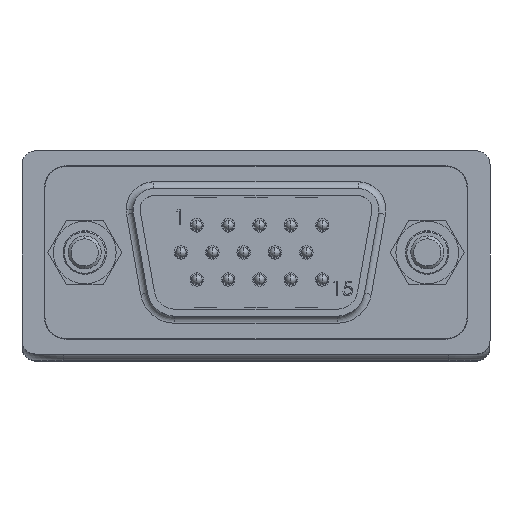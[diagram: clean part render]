
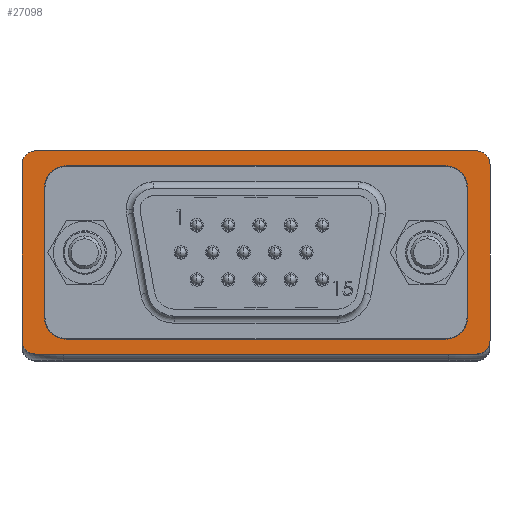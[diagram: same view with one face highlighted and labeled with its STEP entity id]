
A CAD part, top view. The second image highlights one B-rep face of the part: STEP entity #27098.
In plain terms, the highlighted planar face has unit normal (0, 0, 1).
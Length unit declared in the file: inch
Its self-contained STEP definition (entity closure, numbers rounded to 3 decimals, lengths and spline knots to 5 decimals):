
#26520 = VERTEX_POINT ( 'NONE', #50549 ) ;
#26588 = VERTEX_POINT ( 'NONE', #50678 ) ;
#26591 = EDGE_CURVE ( 'NONE', #26588, #26520, #50661, .T. ) ;
#26934 = EDGE_CURVE ( 'NONE', #26989, #26944, #51072, .T. ) ;
#26944 = VERTEX_POINT ( 'NONE', #51059 ) ;
#26989 = VERTEX_POINT ( 'NONE', #51085 ) ;
#27028 = VERTEX_POINT ( 'NONE', #51162 ) ;
#27098 = ADVANCED_FACE ( 'NONE', ( #51218, #51215 ), #51212, .F. ) ;
#27166 = VERTEX_POINT ( 'NONE', #51317 ) ;
#27170 = EDGE_CURVE ( 'NONE', #27316, #27201, #51315, .T. ) ;
#27176 = VERTEX_POINT ( 'NONE', #51329 ) ;
#27178 = ORIENTED_EDGE ( 'NONE', *, *, #27186, .F. ) ;
#27183 = ORIENTED_EDGE ( 'NONE', *, *, #27306, .F. ) ;
#27186 = EDGE_CURVE ( 'NONE', #27189, #27313, #51328, .T. ) ;
#27188 = ORIENTED_EDGE ( 'NONE', *, *, #26934, .F. ) ;
#27189 = VERTEX_POINT ( 'NONE', #51356 ) ;
#27193 = ORIENTED_EDGE ( 'NONE', *, *, #27170, .F. ) ;
#27198 = EDGE_CURVE ( 'NONE', #27201, #27189, #51359, .T. ) ;
#27201 = VERTEX_POINT ( 'NONE', #51355 ) ;
#27202 = VERTEX_POINT ( 'NONE', #51342 ) ;
#27206 = VERTEX_POINT ( 'NONE', #51336 ) ;
#27221 = EDGE_LOOP ( 'NONE', ( #27304, #27183, #27178, #27315, #27193, #27276, #27264, #27295 ) ) ;
#27223 = VERTEX_POINT ( 'NONE', #51379 ) ;
#27226 = EDGE_CURVE ( 'NONE', #27223, #27028, #51373, .T. ) ;
#27246 = ORIENTED_EDGE ( 'NONE', *, *, #27390, .F. ) ;
#27251 = EDGE_CURVE ( 'NONE', #27380, #27223, #51415, .T. ) ;
#27257 = EDGE_CURVE ( 'NONE', #27028, #26588, #51363, .T. ) ;
#27259 = VERTEX_POINT ( 'NONE', #51402 ) ;
#27264 = ORIENTED_EDGE ( 'NONE', *, *, #27279, .F. ) ;
#27266 = EDGE_CURVE ( 'NONE', #27206, #27316, #51416, .T. ) ;
#27270 = EDGE_CURVE ( 'NONE', #26520, #26944, #51396, .T. ) ;
#27276 = ORIENTED_EDGE ( 'NONE', *, *, #27266, .F. ) ;
#27279 = EDGE_CURVE ( 'NONE', #27202, #27206, #51432, .T. ) ;
#27280 = ORIENTED_EDGE ( 'NONE', *, *, #26591, .T. ) ;
#27285 = EDGE_CURVE ( 'NONE', #27176, #27202, #51433, .T. ) ;
#27290 = ORIENTED_EDGE ( 'NONE', *, *, #27251, .T. ) ;
#27295 = ORIENTED_EDGE ( 'NONE', *, *, #27285, .F. ) ;
#27296 = EDGE_LOOP ( 'NONE', ( #27280, #27378, #27188, #27388, #27246, #27290, #27372, #27323 ) ) ;
#27304 = ORIENTED_EDGE ( 'NONE', *, *, #27311, .F. ) ;
#27306 = EDGE_CURVE ( 'NONE', #27313, #27166, #51513, .T. ) ;
#27311 = EDGE_CURVE ( 'NONE', #27166, #27176, #51559, .T. ) ;
#27313 = VERTEX_POINT ( 'NONE', #51561 ) ;
#27315 = ORIENTED_EDGE ( 'NONE', *, *, #27198, .F. ) ;
#27316 = VERTEX_POINT ( 'NONE', #51555 ) ;
#27323 = ORIENTED_EDGE ( 'NONE', *, *, #27257, .T. ) ;
#27372 = ORIENTED_EDGE ( 'NONE', *, *, #27226, .T. ) ;
#27378 = ORIENTED_EDGE ( 'NONE', *, *, #27270, .T. ) ;
#27380 = VERTEX_POINT ( 'NONE', #51627 ) ;
#27385 = EDGE_CURVE ( 'NONE', #26989, #27259, #51630, .T. ) ;
#27388 = ORIENTED_EDGE ( 'NONE', *, *, #27385, .T. ) ;
#27390 = EDGE_CURVE ( 'NONE', #27380, #27259, #51666, .T. ) ;
#50549 = CARTESIAN_POINT ( 'NONE',  ( 0.6331, -0.292, 0.322 ) ) ;
#50653 = DIRECTION ( 'NONE',  ( 1., 0., 0. ) ) ;
#50654 = VECTOR ( 'NONE', #50653, 39.37008 ) ;
#50660 = CARTESIAN_POINT ( 'NONE',  ( -0.6725, -0.292, 0.322 ) ) ;
#50661 = LINE ( 'NONE', #50660, #50654 ) ;
#50678 = CARTESIAN_POINT ( 'NONE',  ( -0.6331, -0.292, 0.322 ) ) ;
#51059 = CARTESIAN_POINT ( 'NONE',  ( 0.6725, -0.2526, 0.322 ) ) ;
#51069 = DIRECTION ( 'NONE',  ( 0., -1., 0. ) ) ;
#51070 = VECTOR ( 'NONE', #51069, 39.37008 ) ;
#51071 = CARTESIAN_POINT ( 'NONE',  ( 0.6725, 0.292, 0.322 ) ) ;
#51072 = LINE ( 'NONE', #51071, #51070 ) ;
#51085 = CARTESIAN_POINT ( 'NONE',  ( 0.6725, 0.2526, 0.322 ) ) ;
#51162 = CARTESIAN_POINT ( 'NONE',  ( -0.6725, -0.2526, 0.322 ) ) ;
#51206 = DIRECTION ( 'NONE',  ( -1., 0., 0. ) ) ;
#51207 = DIRECTION ( 'NONE',  ( 0., 0., -1. ) ) ;
#51212 = PLANE ( 'NONE',  #51231 ) ;
#51215 = FACE_OUTER_BOUND ( 'NONE', #27296, .T. ) ;
#51216 = CARTESIAN_POINT ( 'NONE',  ( -0.6725, 0.292, 0.322 ) ) ;
#51218 = FACE_BOUND ( 'NONE', #27221, .T. ) ;
#51231 = AXIS2_PLACEMENT_3D ( 'NONE', #51216, #51207, #51206 ) ;
#51308 = VECTOR ( 'NONE', #51357, 39.37008 ) ;
#51312 = DIRECTION ( 'NONE',  ( 0., -1., 0. ) ) ;
#51313 = VECTOR ( 'NONE', #51312, 39.37008 ) ;
#51314 = CARTESIAN_POINT ( 'NONE',  ( -0.6075, -0.187, 0.322 ) ) ;
#51315 = LINE ( 'NONE', #51314, #51313 ) ;
#51317 = CARTESIAN_POINT ( 'NONE',  ( 0.6075, -0.187, 0.322 ) ) ;
#51327 = CARTESIAN_POINT ( 'NONE',  ( 0.5455, -0.249, 0.322 ) ) ;
#51328 = LINE ( 'NONE', #51327, #51308 ) ;
#51329 = CARTESIAN_POINT ( 'NONE',  ( 0.6075, 0.187, 0.322 ) ) ;
#51336 = CARTESIAN_POINT ( 'NONE',  ( -0.5455, 0.249, 0.322 ) ) ;
#51340 = DIRECTION ( 'NONE',  ( 1., 0., 0. ) ) ;
#51341 = DIRECTION ( 'NONE',  ( 0., 0., 1. ) ) ;
#51342 = CARTESIAN_POINT ( 'NONE',  ( 0.5455, 0.249, 0.322 ) ) ;
#51348 = AXIS2_PLACEMENT_3D ( 'NONE', #51353, #51341, #51340 ) ;
#51353 = CARTESIAN_POINT ( 'NONE',  ( -0.5455, -0.187, 0.322 ) ) ;
#51355 = CARTESIAN_POINT ( 'NONE',  ( -0.6075, -0.187, 0.322 ) ) ;
#51356 = CARTESIAN_POINT ( 'NONE',  ( -0.5455, -0.249, 0.322 ) ) ;
#51357 = DIRECTION ( 'NONE',  ( 1., 0., 0. ) ) ;
#51359 = CIRCLE ( 'NONE', #51348, 0.062 ) ;
#51363 = CIRCLE ( 'NONE', #51406, 0.0394 ) ;
#51364 = DIRECTION ( 'NONE',  ( 0., -1., 0. ) ) ;
#51365 = VECTOR ( 'NONE', #51364, 39.37008 ) ;
#51366 = CARTESIAN_POINT ( 'NONE',  ( -0.6725, 0.292, 0.322 ) ) ;
#51373 = LINE ( 'NONE', #51366, #51365 ) ;
#51379 = CARTESIAN_POINT ( 'NONE',  ( -0.6725, 0.2526, 0.322 ) ) ;
#51396 = CIRCLE ( 'NONE', #51446, 0.0394 ) ;
#51400 = AXIS2_PLACEMENT_3D ( 'NONE', #51449, #51448, #51447 ) ;
#51402 = CARTESIAN_POINT ( 'NONE',  ( 0.6331, 0.292, 0.322 ) ) ;
#51404 = DIRECTION ( 'NONE',  ( -1., 0., 0. ) ) ;
#51405 = DIRECTION ( 'NONE',  ( 0., 0., 1. ) ) ;
#51406 = AXIS2_PLACEMENT_3D ( 'NONE', #51413, #51405, #51404 ) ;
#51410 = DIRECTION ( 'NONE',  ( -1., 0., 0. ) ) ;
#51411 = DIRECTION ( 'NONE',  ( 0., 0., 1. ) ) ;
#51412 = CARTESIAN_POINT ( 'NONE',  ( -0.6331, 0.2526, 0.322 ) ) ;
#51413 = CARTESIAN_POINT ( 'NONE',  ( -0.6331, -0.2526, 0.322 ) ) ;
#51415 = CIRCLE ( 'NONE', #51420, 0.0394 ) ;
#51416 = CIRCLE ( 'NONE', #51400, 0.062 ) ;
#51420 = AXIS2_PLACEMENT_3D ( 'NONE', #51412, #51411, #51410 ) ;
#51430 = DIRECTION ( 'NONE',  ( -1., 0., 0. ) ) ;
#51431 = CARTESIAN_POINT ( 'NONE',  ( 0.5455, 0.249, 0.322 ) ) ;
#51432 = LINE ( 'NONE', #51431, #51515 ) ;
#51433 = CIRCLE ( 'NONE', #51514, 0.062 ) ;
#51440 = DIRECTION ( 'NONE',  ( -1., 0., 0. ) ) ;
#51441 = DIRECTION ( 'NONE',  ( 0., 0., 1. ) ) ;
#51442 = CARTESIAN_POINT ( 'NONE',  ( 0.6331, -0.2526, 0.322 ) ) ;
#51446 = AXIS2_PLACEMENT_3D ( 'NONE', #51442, #51441, #51440 ) ;
#51447 = DIRECTION ( 'NONE',  ( -1., 0., 0. ) ) ;
#51448 = DIRECTION ( 'NONE',  ( 0., 0., 1. ) ) ;
#51449 = CARTESIAN_POINT ( 'NONE',  ( -0.5455, 0.187, 0.322 ) ) ;
#51507 = DIRECTION ( 'NONE',  ( -1., 0., 0. ) ) ;
#51508 = DIRECTION ( 'NONE',  ( 0., 0., 1. ) ) ;
#51509 = CARTESIAN_POINT ( 'NONE',  ( 0.5455, 0.187, 0.322 ) ) ;
#51513 = CIRCLE ( 'NONE', #51570, 0.062 ) ;
#51514 = AXIS2_PLACEMENT_3D ( 'NONE', #51509, #51508, #51507 ) ;
#51515 = VECTOR ( 'NONE', #51430, 39.37008 ) ;
#51555 = CARTESIAN_POINT ( 'NONE',  ( -0.6075, 0.187, 0.322 ) ) ;
#51556 = DIRECTION ( 'NONE',  ( 0., 1., 0. ) ) ;
#51557 = VECTOR ( 'NONE', #51556, 39.37008 ) ;
#51558 = CARTESIAN_POINT ( 'NONE',  ( 0.6075, -0.187, 0.322 ) ) ;
#51559 = LINE ( 'NONE', #51558, #51557 ) ;
#51561 = CARTESIAN_POINT ( 'NONE',  ( 0.5455, -0.249, 0.322 ) ) ;
#51567 = DIRECTION ( 'NONE',  ( -1., 0., 0. ) ) ;
#51568 = DIRECTION ( 'NONE',  ( 0., 0., 1. ) ) ;
#51569 = CARTESIAN_POINT ( 'NONE',  ( 0.5455, -0.187, 0.322 ) ) ;
#51570 = AXIS2_PLACEMENT_3D ( 'NONE', #51569, #51568, #51567 ) ;
#51609 = DIRECTION ( 'NONE',  ( -1., 0., 0. ) ) ;
#51610 = DIRECTION ( 'NONE',  ( 0., 0., 1. ) ) ;
#51611 = AXIS2_PLACEMENT_3D ( 'NONE', #51629, #51610, #51609 ) ;
#51627 = CARTESIAN_POINT ( 'NONE',  ( -0.6331, 0.292, 0.322 ) ) ;
#51629 = CARTESIAN_POINT ( 'NONE',  ( 0.6331, 0.2526, 0.322 ) ) ;
#51630 = CIRCLE ( 'NONE', #51611, 0.0394 ) ;
#51659 = DIRECTION ( 'NONE',  ( 1., 0., 0. ) ) ;
#51660 = VECTOR ( 'NONE', #51659, 39.37008 ) ;
#51661 = CARTESIAN_POINT ( 'NONE',  ( -0.6725, 0.292, 0.322 ) ) ;
#51666 = LINE ( 'NONE', #51661, #51660 ) ;
